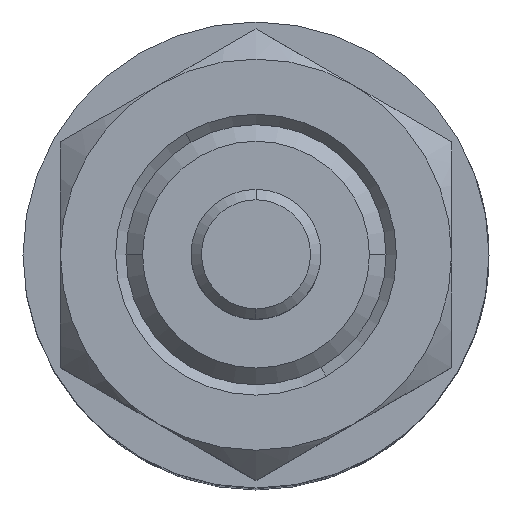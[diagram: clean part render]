
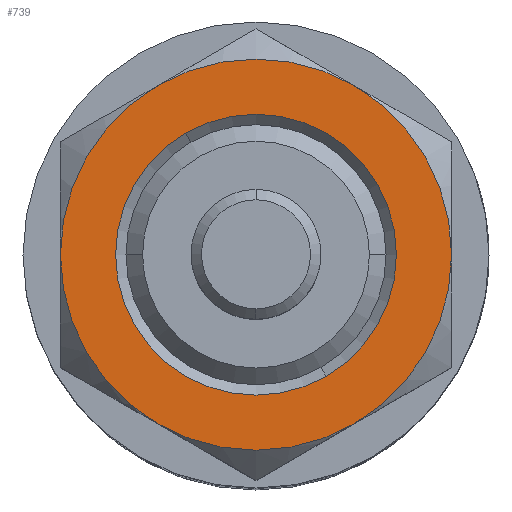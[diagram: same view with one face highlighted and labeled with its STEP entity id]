
A CAD part, top view. The second image highlights one B-rep face of the part: STEP entity #739.
In plain terms, the highlighted planar face has unit normal (0, 0, 1).
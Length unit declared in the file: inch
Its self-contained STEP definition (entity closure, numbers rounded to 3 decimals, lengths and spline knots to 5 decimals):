
#48 = AXIS2_PLACEMENT_3D ( 'NONE', #1831, #439, #2074 ) ;
#81 = CARTESIAN_POINT ( 'NONE',  ( 0., 0.54271, 0.19 ) ) ;
#176 = CIRCLE ( 'NONE', #399, 0.47 ) ;
#184 = DIRECTION ( 'NONE',  ( 0., 0., -1. ) ) ;
#255 = ORIENTED_EDGE ( 'NONE', *, *, #2982, .F. ) ;
#300 = CARTESIAN_POINT ( 'NONE',  ( 0., 0., 0.19 ) ) ;
#316 = AXIS2_PLACEMENT_3D ( 'NONE', #300, #1931, #533 ) ;
#357 = DIRECTION ( 'NONE',  ( 0., 0., -1. ) ) ;
#374 = CARTESIAN_POINT ( 'NONE',  ( 0., 0., 0.19 ) ) ;
#399 = AXIS2_PLACEMENT_3D ( 'NONE', #2539, #1141, #2786 ) ;
#439 = DIRECTION ( 'NONE',  ( 0., 0., -1. ) ) ;
#533 = DIRECTION ( 'NONE',  ( -1., 0., 0. ) ) ;
#600 = CARTESIAN_POINT ( 'NONE',  ( -0.235, 0.40703, 0.19 ) ) ;
#612 = DIRECTION ( 'NONE',  ( -1., 0., 0. ) ) ;
#657 = VERTEX_POINT ( 'NONE', #1229 ) ;
#739 = ADVANCED_FACE ( 'NONE', ( #2980, #2337 ), #2911, .F. ) ;
#766 = DIRECTION ( 'NONE',  ( 0., 0., -1. ) ) ;
#768 = AXIS2_PLACEMENT_3D ( 'NONE', #81, #2189, #1956 ) ;
#769 = ORIENTED_EDGE ( 'NONE', *, *, #3000, .T. ) ;
#781 = EDGE_CURVE ( 'NONE', #2264, #657, #1109, .T. ) ;
#784 = VERTEX_POINT ( 'NONE', #1971 ) ;
#826 = CARTESIAN_POINT ( 'NONE',  ( 0.3375, 0., 0.19 ) ) ;
#838 = CARTESIAN_POINT ( 'NONE',  ( 0., 0., 0.19 ) ) ;
#842 = CIRCLE ( 'NONE', #1549, 0.47 ) ;
#930 = AXIS2_PLACEMENT_3D ( 'NONE', #374, #2016, #612 ) ;
#1030 = EDGE_CURVE ( 'NONE', #2285, #784, #176, .T. ) ;
#1084 = DIRECTION ( 'NONE',  ( 1., 0., 0. ) ) ;
#1095 = ORIENTED_EDGE ( 'NONE', *, *, #1502, .F. ) ;
#1109 = CIRCLE ( 'NONE', #930, 0.47 ) ;
#1141 = DIRECTION ( 'NONE',  ( 0., 0., -1. ) ) ;
#1158 = CARTESIAN_POINT ( 'NONE',  ( -0.47, 0., 0.19 ) ) ;
#1194 = CIRCLE ( 'NONE', #48, 0.47 ) ;
#1229 = CARTESIAN_POINT ( 'NONE',  ( 0.235, 0.40703, 0.19 ) ) ;
#1242 = CIRCLE ( 'NONE', #2729, 0.3375 ) ;
#1322 = VERTEX_POINT ( 'NONE', #2887 ) ;
#1368 = EDGE_LOOP ( 'NONE', ( #1655, #2161 ) ) ;
#1376 = CIRCLE ( 'NONE', #316, 0.3375 ) ;
#1396 = AXIS2_PLACEMENT_3D ( 'NONE', #1759, #357, #1998 ) ;
#1401 = VERTEX_POINT ( 'NONE', #1972 ) ;
#1502 = EDGE_CURVE ( 'NONE', #1401, #2285, #2322, .T. ) ;
#1549 = AXIS2_PLACEMENT_3D ( 'NONE', #838, #2475, #1084 ) ;
#1585 = CARTESIAN_POINT ( 'NONE',  ( 0., 0., 0.19 ) ) ;
#1655 = ORIENTED_EDGE ( 'NONE', *, *, #2037, .T. ) ;
#1660 = VERTEX_POINT ( 'NONE', #1158 ) ;
#1759 = CARTESIAN_POINT ( 'NONE',  ( 0., 0., 0.19 ) ) ;
#1777 = EDGE_CURVE ( 'NONE', #1660, #2264, #1194, .T. ) ;
#1825 = DIRECTION ( 'NONE',  ( -1., 0., 0. ) ) ;
#1831 = CARTESIAN_POINT ( 'NONE',  ( 0., 0., 0.19 ) ) ;
#1849 = CARTESIAN_POINT ( 'NONE',  ( 0.235, -0.40703, 0.19 ) ) ;
#1924 = CIRCLE ( 'NONE', #1396, 0.47 ) ;
#1931 = DIRECTION ( 'NONE',  ( 0., 0., -1. ) ) ;
#1956 = DIRECTION ( 'NONE',  ( -1., 0., 0. ) ) ;
#1971 = CARTESIAN_POINT ( 'NONE',  ( -0.235, -0.40703, 0.19 ) ) ;
#1972 = CARTESIAN_POINT ( 'NONE',  ( 0.47, 0., 0.19 ) ) ;
#1998 = DIRECTION ( 'NONE',  ( -1., 0., 0. ) ) ;
#2016 = DIRECTION ( 'NONE',  ( 0., 0., -1. ) ) ;
#2037 = EDGE_CURVE ( 'NONE', #2961, #1322, #1376, .T. ) ;
#2074 = DIRECTION ( 'NONE',  ( -1., 0., 0. ) ) ;
#2161 = ORIENTED_EDGE ( 'NONE', *, *, #2794, .T. ) ;
#2168 = CARTESIAN_POINT ( 'NONE',  ( 0., 0., 0.19 ) ) ;
#2189 = DIRECTION ( 'NONE',  ( 0., 0., -1. ) ) ;
#2264 = VERTEX_POINT ( 'NONE', #600 ) ;
#2285 = VERTEX_POINT ( 'NONE', #1849 ) ;
#2322 = CIRCLE ( 'NONE', #2863, 0.47 ) ;
#2337 = FACE_OUTER_BOUND ( 'NONE', #2937, .T. ) ;
#2406 = DIRECTION ( 'NONE',  ( -1., 0., 0. ) ) ;
#2408 = ORIENTED_EDGE ( 'NONE', *, *, #1777, .F. ) ;
#2475 = DIRECTION ( 'NONE',  ( 0., 0., 1. ) ) ;
#2483 = ORIENTED_EDGE ( 'NONE', *, *, #781, .F. ) ;
#2523 = ORIENTED_EDGE ( 'NONE', *, *, #1030, .F. ) ;
#2539 = CARTESIAN_POINT ( 'NONE',  ( 0., 0., 0.19 ) ) ;
#2729 = AXIS2_PLACEMENT_3D ( 'NONE', #1585, #184, #1825 ) ;
#2786 = DIRECTION ( 'NONE',  ( -1., 0., 0. ) ) ;
#2794 = EDGE_CURVE ( 'NONE', #1322, #2961, #1242, .T. ) ;
#2863 = AXIS2_PLACEMENT_3D ( 'NONE', #2168, #766, #2406 ) ;
#2887 = CARTESIAN_POINT ( 'NONE',  ( -0.3375, 0., 0.19 ) ) ;
#2911 = PLANE ( 'NONE',  #768 ) ;
#2937 = EDGE_LOOP ( 'NONE', ( #2408, #255, #2523, #1095, #769, #2483 ) ) ;
#2961 = VERTEX_POINT ( 'NONE', #826 ) ;
#2980 = FACE_BOUND ( 'NONE', #1368, .T. ) ;
#2982 = EDGE_CURVE ( 'NONE', #784, #1660, #1924, .T. ) ;
#3000 = EDGE_CURVE ( 'NONE', #1401, #657, #842, .T. ) ;
